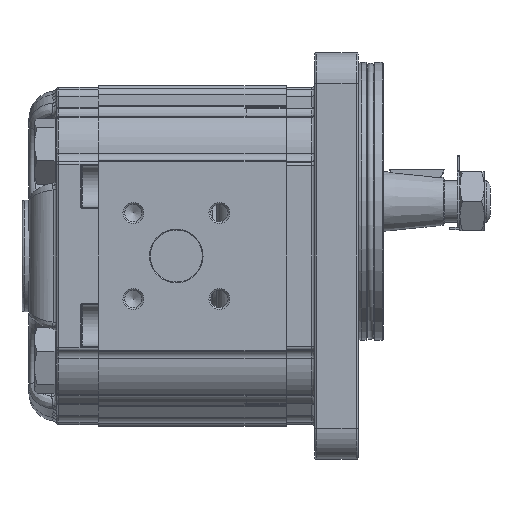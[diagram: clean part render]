
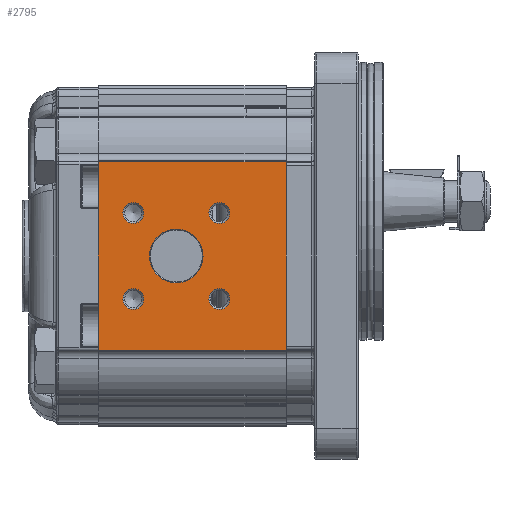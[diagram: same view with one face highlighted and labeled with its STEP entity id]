
A CAD part, left-side view. The second image highlights one B-rep face of the part: STEP entity #2795.
In plain terms, the highlighted planar face has unit normal (-1, 0, 0).
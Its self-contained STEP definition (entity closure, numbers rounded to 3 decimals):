
#2795 = ADVANCED_FACE( '', ( #6290, #6291, #6292, #6293, #6294, #6295 ), #6296, .T. );
#6290 = FACE_BOUND( '', #12978, .T. );
#6291 = FACE_BOUND( '', #12979, .T. );
#6292 = FACE_BOUND( '', #12980, .T. );
#6293 = FACE_BOUND( '', #12981, .T. );
#6294 = FACE_BOUND( '', #12982, .T. );
#6295 = FACE_OUTER_BOUND( '', #12983, .T. );
#6296 = PLANE( '', #12984 );
#12978 = EDGE_LOOP( '', ( #23323 ) );
#12979 = EDGE_LOOP( '', ( #23324 ) );
#12980 = EDGE_LOOP( '', ( #23325 ) );
#12981 = EDGE_LOOP( '', ( #23326 ) );
#12982 = EDGE_LOOP( '', ( #23327 ) );
#12983 = EDGE_LOOP( '', ( #23328, #23329, #23330, #23331 ) );
#12984 = AXIS2_PLACEMENT_3D( '', #23332, #23333, #23334 );
#23323 = ORIENTED_EDGE( '', *, *, #31764, .T. );
#23324 = ORIENTED_EDGE( '', *, *, #31291, .T. );
#23325 = ORIENTED_EDGE( '', *, *, #31765, .T. );
#23326 = ORIENTED_EDGE( '', *, *, #31132, .T. );
#23327 = ORIENTED_EDGE( '', *, *, #30133, .T. );
#23328 = ORIENTED_EDGE( '', *, *, #31766, .F. );
#23329 = ORIENTED_EDGE( '', *, *, #31129, .F. );
#23330 = ORIENTED_EDGE( '', *, *, #31767, .T. );
#23331 = ORIENTED_EDGE( '', *, *, #28975, .T. );
#23332 = CARTESIAN_POINT( '', ( -43., 54., 27.048 ) );
#23333 = DIRECTION( '', ( -1., 0., 0. ) );
#23334 = DIRECTION( '', ( 0., 0., 1. ) );
#28975 = EDGE_CURVE( '', #33775, #33772, #33776, .T. );
#30133 = EDGE_CURVE( '', #35681, #35681, #35682, .F. );
#31129 = EDGE_CURVE( '', #37189, #37185, #37191, .T. );
#31132 = EDGE_CURVE( '', #37195, #37195, #37196, .F. );
#31291 = EDGE_CURVE( '', #37413, #37413, #37414, .F. );
#31764 = EDGE_CURVE( '', #38042, #38042, #38043, .F. );
#31765 = EDGE_CURVE( '', #38044, #38044, #38045, .F. );
#31766 = EDGE_CURVE( '', #37185, #33772, #38046, .T. );
#31767 = EDGE_CURVE( '', #37189, #33775, #38047, .T. );
#33772 = VERTEX_POINT( '', #41521 );
#33775 = VERTEX_POINT( '', #41524 );
#33776 = LINE( '', #41525, #41526 );
#35681 = VERTEX_POINT( '', #46166 );
#35682 = CIRCLE( '', #46167, 3. );
#37185 = VERTEX_POINT( '', #49509 );
#37189 = VERTEX_POINT( '', #49514 );
#37191 = LINE( '', #49516, #49517 );
#37195 = VERTEX_POINT( '', #49521 );
#37196 = CIRCLE( '', #49522, 3. );
#37413 = VERTEX_POINT( '', #49956 );
#37414 = CIRCLE( '', #49957, 3. );
#38042 = VERTEX_POINT( '', #51630 );
#38043 = CIRCLE( '', #51631, 7.7 );
#38044 = VERTEX_POINT( '', #51632 );
#38045 = CIRCLE( '', #51633, 3. );
#38046 = LINE( '', #51634, #51635 );
#38047 = LINE( '', #51636, #51637 );
#41521 = CARTESIAN_POINT( '', ( -43., 0., -27.048 ) );
#41524 = CARTESIAN_POINT( '', ( -43., 54., -27.048 ) );
#41525 = CARTESIAN_POINT( '', ( -43., 54., -27.048 ) );
#41526 = VECTOR( '', #55846, 1000. );
#46166 = CARTESIAN_POINT( '', ( -43., 19.226, -9.374 ) );
#46167 = AXIS2_PLACEMENT_3D( '', #57235, #57236, #57237 );
#49509 = CARTESIAN_POINT( '', ( -43., 0., 27.048 ) );
#49514 = CARTESIAN_POINT( '', ( -43., 54., 27.048 ) );
#49516 = CARTESIAN_POINT( '', ( -43., 54., 27.048 ) );
#49517 = VECTOR( '', #58487, 1000. );
#49521 = CARTESIAN_POINT( '', ( -43., 19.226, 15.374 ) );
#49522 = AXIS2_PLACEMENT_3D( '', #58491, #58492, #58493 );
#49956 = CARTESIAN_POINT( '', ( -43., 43.974, -9.374 ) );
#49957 = AXIS2_PLACEMENT_3D( '', #58676, #58677, #58678 );
#51630 = CARTESIAN_POINT( '', ( -43., 31.6, 7.7 ) );
#51631 = AXIS2_PLACEMENT_3D( '', #59187, #59188, #59189 );
#51632 = CARTESIAN_POINT( '', ( -43., 43.974, 15.374 ) );
#51633 = AXIS2_PLACEMENT_3D( '', #59190, #59191, #59192 );
#51634 = CARTESIAN_POINT( '', ( -43., 0., 27.048 ) );
#51635 = VECTOR( '', #59193, 1000. );
#51636 = CARTESIAN_POINT( '', ( -43., 54., 27.048 ) );
#51637 = VECTOR( '', #59194, 1000. );
#55846 = DIRECTION( '', ( 0., -1., 0. ) );
#57235 = CARTESIAN_POINT( '', ( -43., 19.226, -12.374 ) );
#57236 = DIRECTION( '', ( -1., 0., 0. ) );
#57237 = DIRECTION( '', ( 0., 0., 1. ) );
#58487 = DIRECTION( '', ( 0., -1., 0. ) );
#58491 = CARTESIAN_POINT( '', ( -43., 19.226, 12.374 ) );
#58492 = DIRECTION( '', ( -1., 0., 0. ) );
#58493 = DIRECTION( '', ( 0., 0., 1. ) );
#58676 = CARTESIAN_POINT( '', ( -43., 43.974, -12.374 ) );
#58677 = DIRECTION( '', ( -1., 0., 0. ) );
#58678 = DIRECTION( '', ( 0., 0., 1. ) );
#59187 = CARTESIAN_POINT( '', ( -43., 31.6, 0. ) );
#59188 = DIRECTION( '', ( -1., 0., 0. ) );
#59189 = DIRECTION( '', ( 0., 0., 1. ) );
#59190 = CARTESIAN_POINT( '', ( -43., 43.974, 12.374 ) );
#59191 = DIRECTION( '', ( -1., 0., 0. ) );
#59192 = DIRECTION( '', ( 0., 0., 1. ) );
#59193 = DIRECTION( '', ( 0., 0., -1. ) );
#59194 = DIRECTION( '', ( 0., 0., -1. ) );
